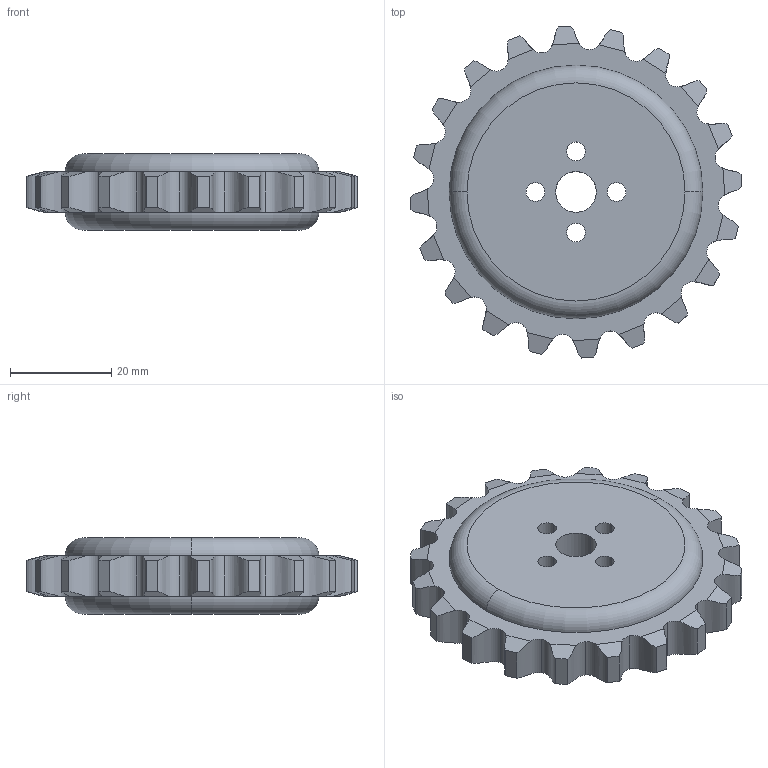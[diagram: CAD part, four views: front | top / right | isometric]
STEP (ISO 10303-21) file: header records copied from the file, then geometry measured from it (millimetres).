
FILE_DESCRIPTION (( 'STEP AP214' ), '1' );
FILE_NAME ('36461_TXM_Tank Tread drive sprocket.STEP', '2018-07-31T14:20:46', ( '' ), ( '' ), 'SwSTEP 2.0', 'SolidWorks 2016', '' );
FILE_SCHEMA (( 'AUTOMOTIVE_DESIGN' ));
Length unit declared in the file: millimetre
Products named in the file (1): 36461_TXM_Tank Tread drive sprocket
Bounding box: 65.43 x 65.43 x 15 mm (x, y, z)
Volume: 34071.4 mm3; surface area: 9673 mm2
Topology: 1 solids, 1 shells, 130 faces, 366 edges, 244 vertices
Faces by surface type: plane 68, bspline 40, cylinder 18, torus 4
Entity records: 5810 total; most frequent: CARTESIAN_POINT 2783, ORIENTED_EDGE 732, DIRECTION 434, EDGE_CURVE 366, VERTEX_POINT 244, B_SPLINE_CURVE_WITH_KNOTS 162, VECTOR 156, LINE 156
